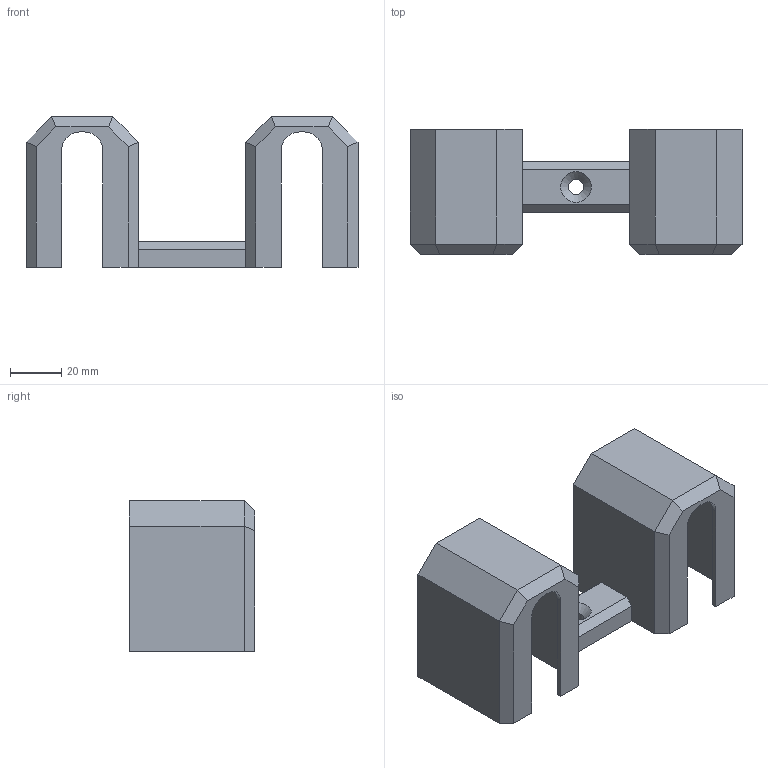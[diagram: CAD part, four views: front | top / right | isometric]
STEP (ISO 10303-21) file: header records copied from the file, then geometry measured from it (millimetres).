
FILE_DESCRIPTION(/* description */ (''),/* implementation_level */ '2;1');
FILE_NAME(/* name */ 'Lynx Terminal Cover v5.step',/* time_stamp */ '2022-08-07T10:53:02+02:00',/* author */ (''),/* organization */ (''),/* preprocessor_version */ 'ST-DEVELOPER v19',/* originating_system */ 'Autodesk Translation Framework v11.7.0.108',/* authorisation */ '');
FILE_SCHEMA (('AUTOMOTIVE_DESIGN { 1 0 10303 214 3 1 1 }'));
Length unit declared in the file: millimetre
Products named in the file (4): Lynx Terminal Cover; left cover; right cover; middle part
Assembly tree (3 placements, depth 2):
  Lynx Terminal Cover
    left cover
    right cover
    middle part
Bounding box: 130 x 49 x 59 mm (x, y, z)
Volume: 43783 mm3; surface area: 37083.1 mm2
Topology: 3 solids, 3 shells, 75 faces, 186 edges, 117 vertices
Faces by surface type: plane 68, cylinder 6, cone 1
Full cylindrical faces by diameter (mm): 6 x1
Entity records: 2286 total; most frequent: CARTESIAN_POINT 385, ORIENTED_EDGE 372, DIRECTION 363, EDGE_CURVE 186, LINE 173, VECTOR 173, VERTEX_POINT 117, AXIS2_PLACEMENT_3D 95
